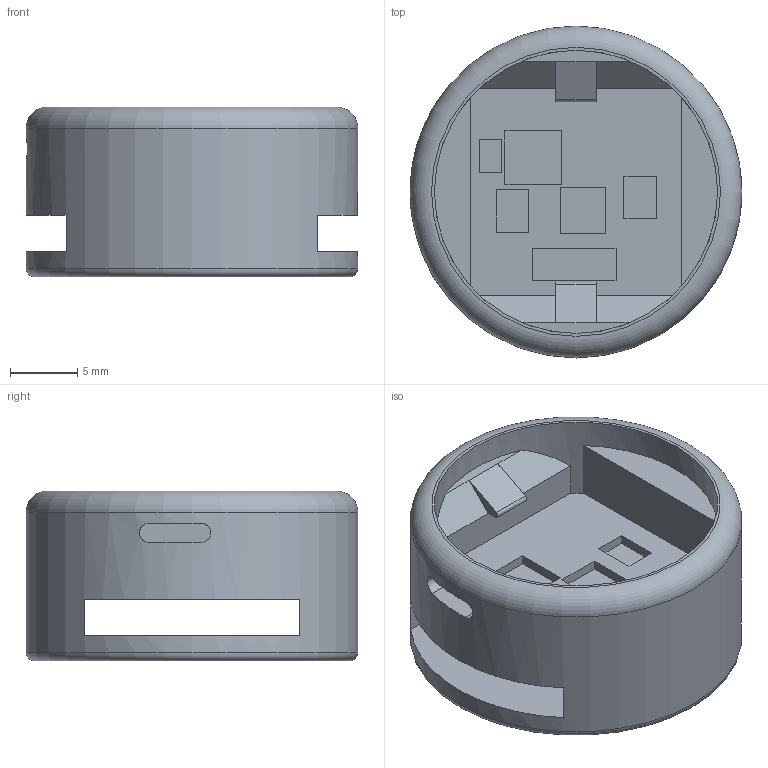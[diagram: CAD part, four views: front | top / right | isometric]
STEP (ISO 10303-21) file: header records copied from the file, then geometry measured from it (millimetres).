
FILE_DESCRIPTION(/* description */ (''),/* implementation_level */ '2;1');
FILE_NAME(/* name */ 'крепление фпг и иму.step',/* time_stamp */ '2021-12-07T00:11:47+03:00',/* author */ (''),/* organization */ (''),/* preprocessor_version */ 'ST-DEVELOPER v18.1',/* originating_system */ 'Autodesk Translation Framework v10.10.0.1391',/* authorisation */ '');
FILE_SCHEMA (('AUTOMOTIVE_DESIGN { 1 0 10303 214 3 1 1 }'));
Length unit declared in the file: millimetre
Products named in the file (1): FusionComponent
Bounding box: 24.6 x 24.6 x 12.6 mm (x, y, z)
Volume: 3061.5 mm3; surface area: 3043.7 mm2
Topology: 1 solids, 1 shells, 71 faces, 187 edges, 122 vertices
Faces by surface type: plane 61, cylinder 8, torus 2
Full cylindrical faces by diameter (mm): 21 x1, 24.6 x1
Entity records: 2282 total; most frequent: CARTESIAN_POINT 456, ORIENTED_EDGE 374, DIRECTION 362, EDGE_CURVE 187, LINE 138, VECTOR 138, VERTEX_POINT 122, AXIS2_PLACEMENT_3D 112
